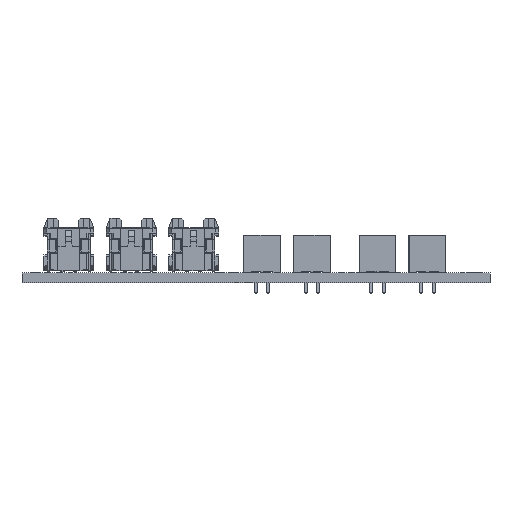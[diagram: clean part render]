
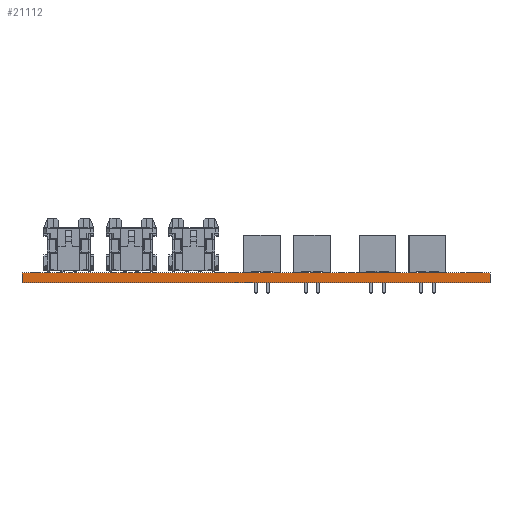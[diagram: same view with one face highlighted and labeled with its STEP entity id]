
A CAD part, front view. The second image highlights one B-rep face of the part: STEP entity #21112.
In plain terms, the highlighted planar face has unit normal (0, -1, 0).
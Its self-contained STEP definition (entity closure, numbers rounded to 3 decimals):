
#20996 = EDGE_CURVE('',#20997,#20999,#21001,.T.);
#20997 = VERTEX_POINT('',#20998);
#20998 = CARTESIAN_POINT('',(64.008,-143.18,0.));
#20999 = VERTEX_POINT('',#21000);
#21000 = CARTESIAN_POINT('',(64.008,-143.18,1.6));
#21001 = SURFACE_CURVE('',#21002,(#21006,#21018),.PCURVE_S1.);
#21002 = LINE('',#21003,#21004);
#21003 = CARTESIAN_POINT('',(64.008,-143.18,0.));
#21004 = VECTOR('',#21005,1.);
#21005 = DIRECTION('',(0.,0.,1.));
#21006 = PCURVE('',#21007,#21012);
#21007 = PLANE('',#21008);
#21008 = AXIS2_PLACEMENT_3D('',#21009,#21010,#21011);
#21009 = CARTESIAN_POINT('',(64.008,-143.18,0.));
#21010 = DIRECTION('',(-1.,0.,0.));
#21011 = DIRECTION('',(0.,1.,0.));
#21012 = DEFINITIONAL_REPRESENTATION('',(#21013),#21017);
#21013 = LINE('',#21014,#21015);
#21014 = CARTESIAN_POINT('',(0.,0.));
#21015 = VECTOR('',#21016,1.);
#21016 = DIRECTION('',(0.,-1.));
#21017 = ( GEOMETRIC_REPRESENTATION_CONTEXT(2) 
PARAMETRIC_REPRESENTATION_CONTEXT() REPRESENTATION_CONTEXT('2D SPACE',''
  ) );
#21018 = PCURVE('',#21019,#21024);
#21019 = PLANE('',#21020);
#21020 = AXIS2_PLACEMENT_3D('',#21021,#21022,#21023);
#21021 = CARTESIAN_POINT('',(139.008,-143.18,0.));
#21022 = DIRECTION('',(0.,-1.,0.));
#21023 = DIRECTION('',(-1.,0.,0.));
#21024 = DEFINITIONAL_REPRESENTATION('',(#21025),#21029);
#21025 = LINE('',#21026,#21027);
#21026 = CARTESIAN_POINT('',(75.,0.));
#21027 = VECTOR('',#21028,1.);
#21028 = DIRECTION('',(0.,-1.));
#21029 = ( GEOMETRIC_REPRESENTATION_CONTEXT(2) 
PARAMETRIC_REPRESENTATION_CONTEXT() REPRESENTATION_CONTEXT('2D SPACE',''
  ) );
#21047 = PLANE('',#21048);
#21048 = AXIS2_PLACEMENT_3D('',#21049,#21050,#21051);
#21049 = CARTESIAN_POINT('',(101.508,-93.18,1.6));
#21050 = DIRECTION('',(-0.,-0.,-1.));
#21051 = DIRECTION('',(-1.,0.,0.));
#21101 = PLANE('',#21102);
#21102 = AXIS2_PLACEMENT_3D('',#21103,#21104,#21105);
#21103 = CARTESIAN_POINT('',(101.508,-93.18,0.));
#21104 = DIRECTION('',(-0.,-0.,-1.));
#21105 = DIRECTION('',(-1.,0.,0.));
#21112 = ADVANCED_FACE('',(#21113),#21019,.T.);
#21113 = FACE_BOUND('',#21114,.T.);
#21114 = EDGE_LOOP('',(#21115,#21145,#21166,#21167));
#21115 = ORIENTED_EDGE('',*,*,#21116,.T.);
#21116 = EDGE_CURVE('',#21117,#21119,#21121,.T.);
#21117 = VERTEX_POINT('',#21118);
#21118 = CARTESIAN_POINT('',(139.008,-143.18,0.));
#21119 = VERTEX_POINT('',#21120);
#21120 = CARTESIAN_POINT('',(139.008,-143.18,1.6));
#21121 = SURFACE_CURVE('',#21122,(#21126,#21133),.PCURVE_S1.);
#21122 = LINE('',#21123,#21124);
#21123 = CARTESIAN_POINT('',(139.008,-143.18,0.));
#21124 = VECTOR('',#21125,1.);
#21125 = DIRECTION('',(0.,0.,1.));
#21126 = PCURVE('',#21019,#21127);
#21127 = DEFINITIONAL_REPRESENTATION('',(#21128),#21132);
#21128 = LINE('',#21129,#21130);
#21129 = CARTESIAN_POINT('',(0.,-0.));
#21130 = VECTOR('',#21131,1.);
#21131 = DIRECTION('',(0.,-1.));
#21132 = ( GEOMETRIC_REPRESENTATION_CONTEXT(2) 
PARAMETRIC_REPRESENTATION_CONTEXT() REPRESENTATION_CONTEXT('2D SPACE',''
  ) );
#21133 = PCURVE('',#21134,#21139);
#21134 = PLANE('',#21135);
#21135 = AXIS2_PLACEMENT_3D('',#21136,#21137,#21138);
#21136 = CARTESIAN_POINT('',(139.008,-43.18,0.));
#21137 = DIRECTION('',(1.,0.,-0.));
#21138 = DIRECTION('',(0.,-1.,0.));
#21139 = DEFINITIONAL_REPRESENTATION('',(#21140),#21144);
#21140 = LINE('',#21141,#21142);
#21141 = CARTESIAN_POINT('',(100.,0.));
#21142 = VECTOR('',#21143,1.);
#21143 = DIRECTION('',(0.,-1.));
#21144 = ( GEOMETRIC_REPRESENTATION_CONTEXT(2) 
PARAMETRIC_REPRESENTATION_CONTEXT() REPRESENTATION_CONTEXT('2D SPACE',''
  ) );
#21145 = ORIENTED_EDGE('',*,*,#21146,.T.);
#21146 = EDGE_CURVE('',#21119,#20999,#21147,.T.);
#21147 = SURFACE_CURVE('',#21148,(#21152,#21159),.PCURVE_S1.);
#21148 = LINE('',#21149,#21150);
#21149 = CARTESIAN_POINT('',(139.008,-143.18,1.6));
#21150 = VECTOR('',#21151,1.);
#21151 = DIRECTION('',(-1.,0.,0.));
#21152 = PCURVE('',#21019,#21153);
#21153 = DEFINITIONAL_REPRESENTATION('',(#21154),#21158);
#21154 = LINE('',#21155,#21156);
#21155 = CARTESIAN_POINT('',(0.,-1.6));
#21156 = VECTOR('',#21157,1.);
#21157 = DIRECTION('',(1.,0.));
#21158 = ( GEOMETRIC_REPRESENTATION_CONTEXT(2) 
PARAMETRIC_REPRESENTATION_CONTEXT() REPRESENTATION_CONTEXT('2D SPACE',''
  ) );
#21159 = PCURVE('',#21047,#21160);
#21160 = DEFINITIONAL_REPRESENTATION('',(#21161),#21165);
#21161 = LINE('',#21162,#21163);
#21162 = CARTESIAN_POINT('',(-37.5,-50.));
#21163 = VECTOR('',#21164,1.);
#21164 = DIRECTION('',(1.,0.));
#21165 = ( GEOMETRIC_REPRESENTATION_CONTEXT(2) 
PARAMETRIC_REPRESENTATION_CONTEXT() REPRESENTATION_CONTEXT('2D SPACE',''
  ) );
#21166 = ORIENTED_EDGE('',*,*,#20996,.F.);
#21167 = ORIENTED_EDGE('',*,*,#21168,.F.);
#21168 = EDGE_CURVE('',#21117,#20997,#21169,.T.);
#21169 = SURFACE_CURVE('',#21170,(#21174,#21181),.PCURVE_S1.);
#21170 = LINE('',#21171,#21172);
#21171 = CARTESIAN_POINT('',(139.008,-143.18,0.));
#21172 = VECTOR('',#21173,1.);
#21173 = DIRECTION('',(-1.,0.,0.));
#21174 = PCURVE('',#21019,#21175);
#21175 = DEFINITIONAL_REPRESENTATION('',(#21176),#21180);
#21176 = LINE('',#21177,#21178);
#21177 = CARTESIAN_POINT('',(0.,-0.));
#21178 = VECTOR('',#21179,1.);
#21179 = DIRECTION('',(1.,0.));
#21180 = ( GEOMETRIC_REPRESENTATION_CONTEXT(2) 
PARAMETRIC_REPRESENTATION_CONTEXT() REPRESENTATION_CONTEXT('2D SPACE',''
  ) );
#21181 = PCURVE('',#21101,#21182);
#21182 = DEFINITIONAL_REPRESENTATION('',(#21183),#21187);
#21183 = LINE('',#21184,#21185);
#21184 = CARTESIAN_POINT('',(-37.5,-50.));
#21185 = VECTOR('',#21186,1.);
#21186 = DIRECTION('',(1.,0.));
#21187 = ( GEOMETRIC_REPRESENTATION_CONTEXT(2) 
PARAMETRIC_REPRESENTATION_CONTEXT() REPRESENTATION_CONTEXT('2D SPACE',''
  ) );
